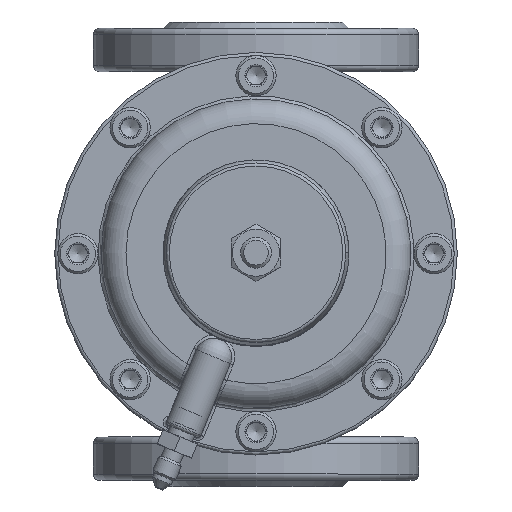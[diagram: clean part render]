
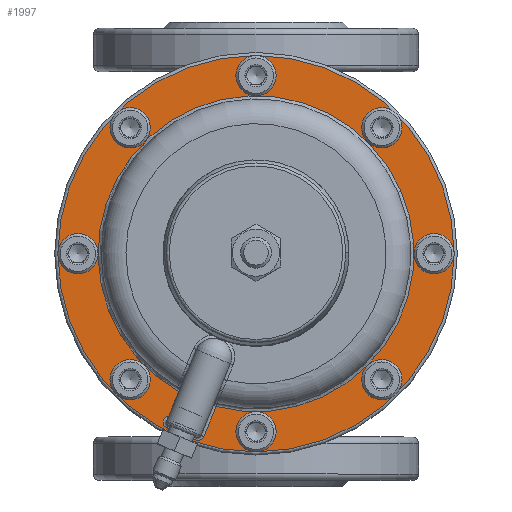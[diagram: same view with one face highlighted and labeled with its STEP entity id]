
A CAD part, top view. The second image highlights one B-rep face of the part: STEP entity #1997.
In plain terms, the highlighted face is planar.
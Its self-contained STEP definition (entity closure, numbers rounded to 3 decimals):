
#1997=ADVANCED_FACE('',(#9075,#9077,#9079,#9081,#9083,#9085,#9087,#9089,#9091,#9093),
#9095,.T.);
#9075=FACE_BOUND('',#9076,.T.);
#9076=EDGE_LOOP('',(#16611));
#9077=FACE_BOUND('',#9078,.T.);
#9078=EDGE_LOOP('',(#16612,#16613,#16614,#16615,#16616,#16617));
#9079=FACE_BOUND('',#9080,.T.);
#9080=EDGE_LOOP('',(#16618));
#9081=FACE_BOUND('',#9082,.T.);
#9082=EDGE_LOOP('',(#16619));
#9083=FACE_BOUND('',#9084,.T.);
#9084=EDGE_LOOP('',(#16620));
#9085=FACE_BOUND('',#9086,.T.);
#9086=EDGE_LOOP('',(#16621));
#9087=FACE_BOUND('',#9088,.T.);
#9088=EDGE_LOOP('',(#16622));
#9089=FACE_BOUND('',#9090,.T.);
#9090=EDGE_LOOP('',(#16623));
#9091=FACE_BOUND('',#9092,.T.);
#9092=EDGE_LOOP('',(#16624));
#9093=FACE_BOUND('',#9094,.T.);
#9094=EDGE_LOOP('',(#16625));
#9095=PLANE('',#9096);
#9096=AXIS2_PLACEMENT_3D('',#9097,#9098,#9099);
#9097=CARTESIAN_POINT('',(0.,72.,0.));
#9098=DIRECTION('',(0.,1.,0.));
#9099=DIRECTION('',(1.,0.,0.));
#16611=ORIENTED_EDGE('',*,*,#17985,.T.);
#16612=ORIENTED_EDGE('',*,*,#17986,.F.);
#16613=ORIENTED_EDGE('',*,*,#17967,.F.);
#16614=ORIENTED_EDGE('',*,*,#17987,.F.);
#16615=ORIENTED_EDGE('',*,*,#17988,.F.);
#16616=ORIENTED_EDGE('',*,*,#17989,.F.);
#16617=ORIENTED_EDGE('',*,*,#17990,.F.);
#16618=ORIENTED_EDGE('',*,*,#17991,.T.);
#16619=ORIENTED_EDGE('',*,*,#17992,.T.);
#16620=ORIENTED_EDGE('',*,*,#17993,.T.);
#16621=ORIENTED_EDGE('',*,*,#17994,.T.);
#16622=ORIENTED_EDGE('',*,*,#17995,.T.);
#16623=ORIENTED_EDGE('',*,*,#17996,.T.);
#16624=ORIENTED_EDGE('',*,*,#17997,.T.);
#16625=ORIENTED_EDGE('',*,*,#17998,.T.);
#17967=EDGE_CURVE('',#18770,#18763,#18772,.T.);
#17985=EDGE_CURVE('',#18805,#18805,#18806,.T.);
#17986=EDGE_CURVE('',#18763,#18807,#18808,.F.);
#17987=EDGE_CURVE('',#18809,#18770,#18810,.T.);
#17988=EDGE_CURVE('',#18811,#18809,#18812,.T.);
#17989=EDGE_CURVE('',#18813,#18811,#18814,.F.);
#17990=EDGE_CURVE('',#18807,#18813,#18815,.T.);
#17991=EDGE_CURVE('',#18816,#18816,#18817,.F.);
#17992=EDGE_CURVE('',#18818,#18818,#18819,.F.);
#17993=EDGE_CURVE('',#18820,#18820,#18821,.F.);
#17994=EDGE_CURVE('',#18822,#18822,#18823,.F.);
#17995=EDGE_CURVE('',#18824,#18824,#18825,.F.);
#17996=EDGE_CURVE('',#18826,#18826,#18827,.F.);
#17997=EDGE_CURVE('',#18828,#18828,#18829,.F.);
#17998=EDGE_CURVE('',#18830,#18830,#18831,.F.);
#18763=VERTEX_POINT('',#26474);
#18770=VERTEX_POINT('',#26586);
#18772=LINE('',#26594,#26595);
#18805=VERTEX_POINT('',#26777);
#18806=CIRCLE('',#26778,64.);
#18807=VERTEX_POINT('',#26782);
#18808=CIRCLE('',#26783,2.);
#18809=VERTEX_POINT('',#26787);
#18810=CIRCLE('',#26788,51.);
#18811=VERTEX_POINT('',#26792);
#18812=LINE('',#26793,#26794);
#18813=VERTEX_POINT('',#26796);
#18814=CIRCLE('',#26797,2.);
#18815=LINE('',#26801,#26802);
#18816=VERTEX_POINT('',#26804);
#18817=CIRCLE('',#26805,3.);
#18818=VERTEX_POINT('',#26809);
#18819=CIRCLE('',#26810,3.);
#18820=VERTEX_POINT('',#26814);
#18821=CIRCLE('',#26815,3.);
#18822=VERTEX_POINT('',#26819);
#18823=CIRCLE('',#26820,3.);
#18824=VERTEX_POINT('',#26824);
#18825=CIRCLE('',#26825,3.);
#18826=VERTEX_POINT('',#26829);
#18827=CIRCLE('',#26830,3.);
#18828=VERTEX_POINT('',#26834);
#18829=CIRCLE('',#26835,3.);
#18830=VERTEX_POINT('',#26839);
#18831=CIRCLE('',#26840,3.);
#26474=CARTESIAN_POINT('',(-28.224,72.,52.46));
#26586=CARTESIAN_POINT('',(-24.925,72.,44.495));
#26594=CARTESIAN_POINT('',(-24.925,72.,44.495));
#26595=VECTOR('',#26596,1.);
#26596=DIRECTION('',(-0.383,0.,0.924));
#26777=CARTESIAN_POINT('',(64.,72.,0.));
#26778=AXIS2_PLACEMENT_3D('',#26779,#26780,#26781);
#26779=CARTESIAN_POINT('',(0.,72.,0.));
#26780=DIRECTION('',(0.,1.,0.));
#26781=DIRECTION('',(1.,0.,0.));
#26782=CARTESIAN_POINT('',(-28.728,72.,56.291));
#26783=AXIS2_PLACEMENT_3D('',#26784,#26785,#26786);
#26784=CARTESIAN_POINT('',(-27.963,72.,54.443));
#26785=DIRECTION('',(0.,-1.,0.));
#26786=DIRECTION('',(-0.383,0.,0.924));
#26787=CARTESIAN_POINT('',(-12.865,72.,49.351));
#26788=AXIS2_PLACEMENT_3D('',#26789,#26790,#26791);
#26789=CARTESIAN_POINT('',(0.,72.,0.));
#26790=DIRECTION('',(0.,1.,0.));
#26791=DIRECTION('',(-0.252,0.,0.968));
#26792=CARTESIAN_POINT('',(-16.877,72.,59.035));
#26793=CARTESIAN_POINT('',(-16.877,72.,59.035));
#26794=VECTOR('',#26795,1.);
#26795=DIRECTION('',(0.383,0.,-0.924));
#26796=CARTESIAN_POINT('',(-19.49,72.,60.118));
#26797=AXIS2_PLACEMENT_3D('',#26798,#26799,#26800);
#26798=CARTESIAN_POINT('',(-18.724,72.,58.27));
#26799=DIRECTION('',(0.,-1.,0.));
#26800=DIRECTION('',(0.924,0.,0.383));
#26801=CARTESIAN_POINT('',(-28.728,72.,56.291));
#26802=VECTOR('',#26803,1.);
#26803=DIRECTION('',(0.924,0.,0.383));
#26804=CARTESIAN_POINT('',(42.78,72.,-42.78));
#26805=AXIS2_PLACEMENT_3D('',#26806,#26807,#26808);
#26806=CARTESIAN_POINT('',(40.659,72.,-40.659));
#26807=DIRECTION('',(0.,1.,0.));
#26808=DIRECTION('',(0.707,0.,-0.707));
#26809=CARTESIAN_POINT('',(0.,72.,-60.5));
#26810=AXIS2_PLACEMENT_3D('',#26811,#26812,#26813);
#26811=CARTESIAN_POINT('',(0.,72.,-57.5));
#26812=DIRECTION('',(0.,1.,0.));
#26813=DIRECTION('',(0.,0.,-1.));
#26814=CARTESIAN_POINT('',(-42.78,72.,-42.78));
#26815=AXIS2_PLACEMENT_3D('',#26816,#26817,#26818);
#26816=CARTESIAN_POINT('',(-40.659,72.,-40.659));
#26817=DIRECTION('',(0.,1.,0.));
#26818=DIRECTION('',(-0.707,0.,-0.707));
#26819=CARTESIAN_POINT('',(-60.5,72.,0.));
#26820=AXIS2_PLACEMENT_3D('',#26821,#26822,#26823);
#26821=CARTESIAN_POINT('',(-57.5,72.,0.));
#26822=DIRECTION('',(0.,1.,0.));
#26823=DIRECTION('',(-1.,0.,0.));
#26824=CARTESIAN_POINT('',(-42.78,72.,42.78));
#26825=AXIS2_PLACEMENT_3D('',#26826,#26827,#26828);
#26826=CARTESIAN_POINT('',(-40.659,72.,40.659));
#26827=DIRECTION('',(0.,1.,0.));
#26828=DIRECTION('',(-0.707,0.,0.707));
#26829=CARTESIAN_POINT('',(0.,72.,60.5));
#26830=AXIS2_PLACEMENT_3D('',#26831,#26832,#26833);
#26831=CARTESIAN_POINT('',(0.,72.,57.5));
#26832=DIRECTION('',(0.,1.,0.));
#26833=DIRECTION('',(0.,0.,1.));
#26834=CARTESIAN_POINT('',(42.78,72.,42.78));
#26835=AXIS2_PLACEMENT_3D('',#26836,#26837,#26838);
#26836=CARTESIAN_POINT('',(40.659,72.,40.659));
#26837=DIRECTION('',(0.,1.,0.));
#26838=DIRECTION('',(0.707,0.,0.707));
#26839=CARTESIAN_POINT('',(60.5,72.,0.));
#26840=AXIS2_PLACEMENT_3D('',#26841,#26842,#26843);
#26841=CARTESIAN_POINT('',(57.5,72.,0.));
#26842=DIRECTION('',(0.,1.,0.));
#26843=DIRECTION('',(1.,0.,0.));
